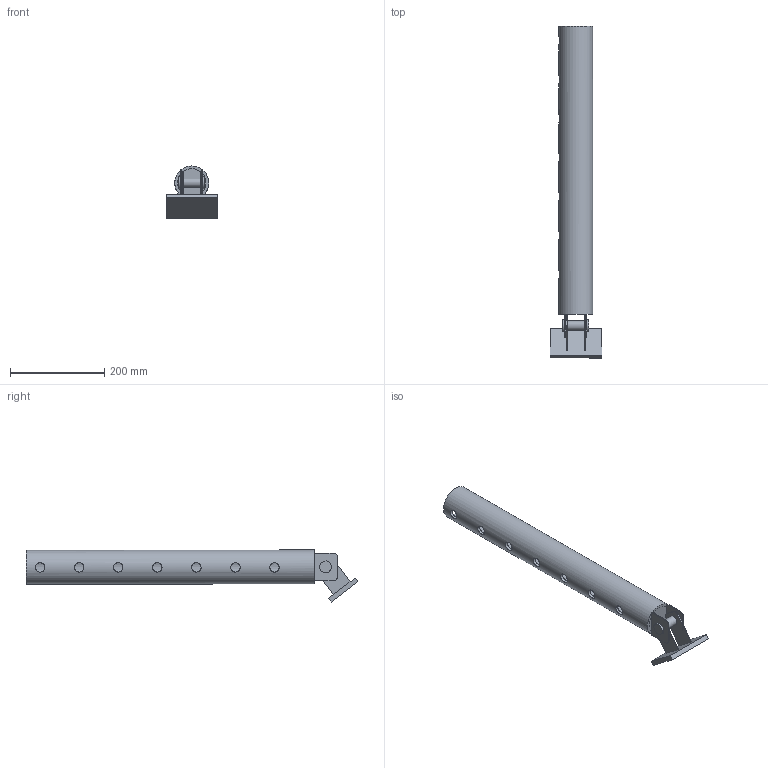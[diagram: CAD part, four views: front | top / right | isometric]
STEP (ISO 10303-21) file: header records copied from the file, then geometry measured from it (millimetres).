
FILE_DESCRIPTION(/* description */ (''),/* implementation_level */ '2;1');
FILE_NAME(/* name */ 'stand_support v4.step',/* time_stamp */ '2023-12-15T18:34:14+05:30',/* author */ (''),/* organization */ (''),/* preprocessor_version */ 'ST-DEVELOPER v20',/* originating_system */ 'Autodesk Translation Framework v12.14.0.127',/* authorisation */ '');
FILE_SCHEMA (('AUTOMOTIVE_DESIGN { 1 0 10303 214 3 1 1 }'));
Length unit declared in the file: millimetre
Products named in the file (4): stand_support; Part5; Part6; Part7
Assembly tree (3 placements, depth 2):
  stand_support
    Part5
    Part6
    Part7
Bounding box: 108.9 x 705.27 x 110.73 mm (x, y, z)
Volume: 868942.7 mm3; surface area: 308157.9 mm2
Topology: 3 solids, 3 shells, 63 faces, 174 edges, 122 vertices
Faces by surface type: plane 39, cylinder 24
Full cylindrical faces by diameter (mm): 20 x12, 25 x2, 60 x1, 72 x1
Entity records: 2664 total; most frequent: CARTESIAN_POINT 915, ORIENTED_EDGE 348, DIRECTION 316, EDGE_CURVE 174, VERTEX_POINT 122, AXIS2_PLACEMENT_3D 112, LINE 92, VECTOR 92
